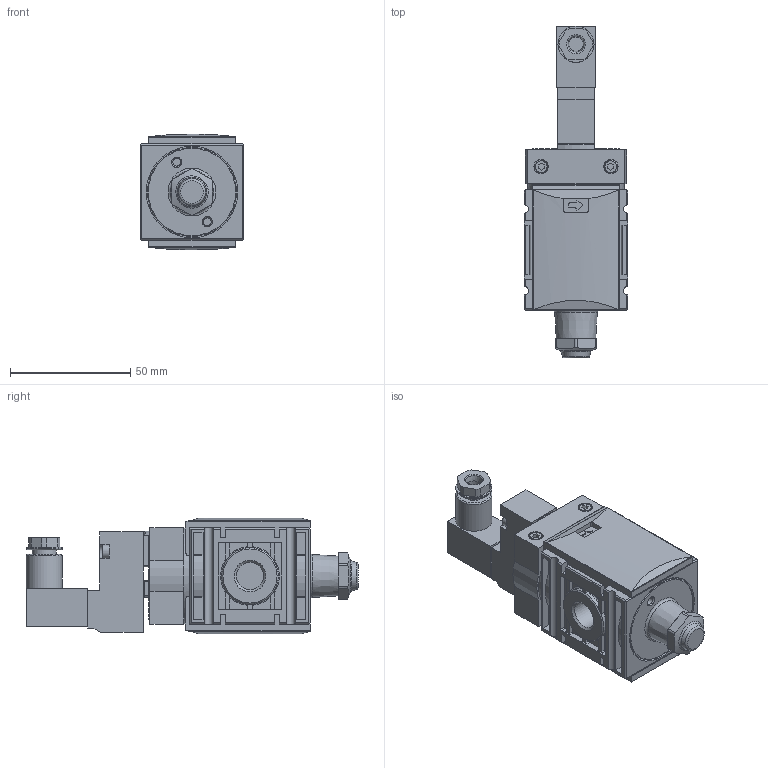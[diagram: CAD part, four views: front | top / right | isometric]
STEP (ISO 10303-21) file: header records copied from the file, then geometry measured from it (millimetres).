
FILE_DESCRIPTION(/* description */ ('STEP AP214'),/* implementation_level */ '2;1');
FILE_NAME(/* name */ '035815',/* time_stamp */ '2023-03-24T12:09:56+01:00',/* author */ ('License CC BY-ND 4.0'),/* organization */ ('CADENAS'),/* preprocessor_version */ 'ST-DEVELOPER v19.3',/* originating_system */ 'PARTsolutions',/* authorisation */ ' ');
FILE_SCHEMA (('AUTOMOTIVE_DESIGN {1 0 10303 214 3 1 1}'));
Length unit declared in the file: millimetre
Products named in the file (3): 035815; WVE-4; KREV_03
Assembly tree (2 placements, depth 2):
  035815
    WVE-4
    KREV_03
Bounding box: 43 x 137.99 x 48.15 mm (x, y, z)
Volume: 145986.4 mm3; surface area: 30187.7 mm2
Topology: 2 solids, 2 shells, 562 faces, 1461 edges, 955 vertices
Faces by surface type: plane 351, cylinder 161, torus 34, cone 15, sphere 1
Full cylindrical faces by diameter (mm): 2 x5, 2.4 x3, 2.459 x2, 3 x2, 3.2 x6, 4.9 x1, 5.5 x5, 6 x3, 10 x1, 11.445 x2, 15 x2, 23.5 x2, 37 x1, 38 x1, 40 x1
Entity records: 20762 total; most frequent: CARTESIAN_POINT 3102, DIRECTION 2859, ORIENTED_EDGE 2746, EDGE_CURVE 1373, AXIS2_PLACEMENT_3D 985, VERTEX_POINT 938, LINE 889, VECTOR 889
